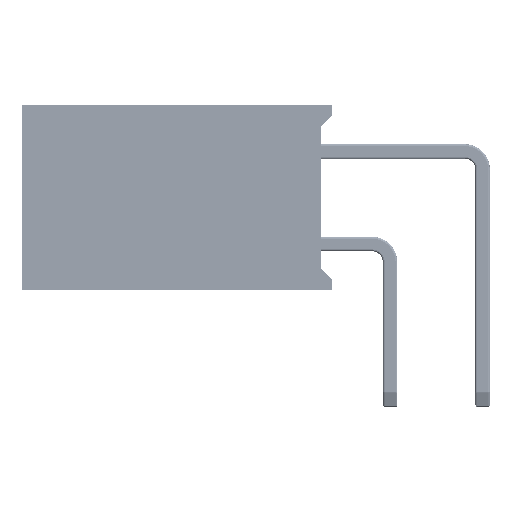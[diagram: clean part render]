
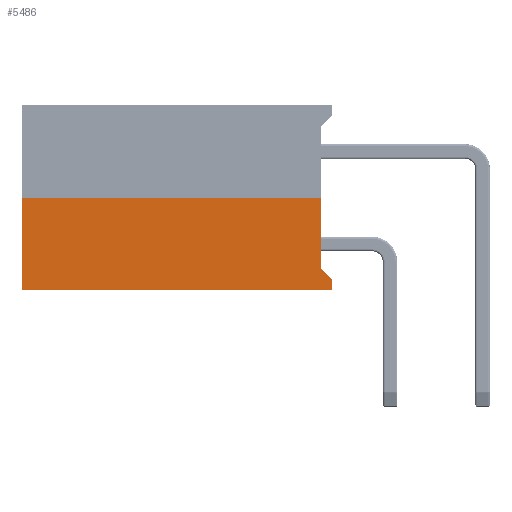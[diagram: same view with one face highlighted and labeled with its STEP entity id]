
A CAD part, left-side view. The second image highlights one B-rep face of the part: STEP entity #5486.
In plain terms, the highlighted planar face has unit normal (-1, 0, 0).
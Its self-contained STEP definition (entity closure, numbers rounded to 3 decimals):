
#451=PLANE('',#6065);
#702=FACE_OUTER_BOUND('',#1029,.T.);
#1029=EDGE_LOOP('',(#4207,#4208,#4209,#4210,#4211,#4212));
#1391=LINE('',#9185,#1775);
#1395=LINE('',#9192,#1779);
#1406=LINE('',#9216,#1790);
#1409=LINE('',#9222,#1793);
#1410=LINE('',#9224,#1794);
#1411=LINE('',#9225,#1795);
#1775=VECTOR('',#7354,10.);
#1779=VECTOR('',#7360,10.);
#1790=VECTOR('',#7383,10.);
#1793=VECTOR('',#7388,10.);
#1794=VECTOR('',#7389,10.);
#1795=VECTOR('',#7390,10.);
#2479=VERTEX_POINT('',#9182);
#2480=VERTEX_POINT('',#9184);
#2482=VERTEX_POINT('',#9190);
#2489=VERTEX_POINT('',#9215);
#2491=VERTEX_POINT('',#9221);
#2492=VERTEX_POINT('',#9223);
#3063=EDGE_CURVE('',#2479,#2480,#1391,.T.);
#3067=EDGE_CURVE('',#2479,#2482,#1395,.T.);
#3080=EDGE_CURVE('',#2489,#2480,#1406,.T.);
#3083=EDGE_CURVE('',#2482,#2491,#1409,.T.);
#3084=EDGE_CURVE('',#2492,#2491,#1410,.T.);
#3085=EDGE_CURVE('',#2489,#2492,#1411,.T.);
#4207=ORIENTED_EDGE('',*,*,#3067,.T.);
#4208=ORIENTED_EDGE('',*,*,#3083,.T.);
#4209=ORIENTED_EDGE('',*,*,#3084,.F.);
#4210=ORIENTED_EDGE('',*,*,#3085,.F.);
#4211=ORIENTED_EDGE('',*,*,#3080,.T.);
#4212=ORIENTED_EDGE('',*,*,#3063,.F.);
#5486=ADVANCED_FACE('',(#702),#451,.T.);
#6065=AXIS2_PLACEMENT_3D('',#9220,#7386,#7387);
#7354=DIRECTION('',(0.,-0.707,-0.707));
#7360=DIRECTION('',(0.,0.,1.));
#7383=DIRECTION('',(0.,0.,1.));
#7386=DIRECTION('center_axis',(-1.,0.,0.));
#7387=DIRECTION('ref_axis',(0.,0.,
1.));
#7388=DIRECTION('',(0.,1.,0.));
#7389=DIRECTION('',(0.,0.,1.));
#7390=DIRECTION('',(0.,1.,0.));
#9182=CARTESIAN_POINT('',(-1.27,1.9,0.6));
#9184=CARTESIAN_POINT('',(-1.27,1.6,0.3));
#9185=CARTESIAN_POINT('',(-1.27,1.6,0.3));
#9190=CARTESIAN_POINT('',(-1.27,1.9,2.54));
#9192=CARTESIAN_POINT('',(-1.27,1.9,0.635));
#9215=CARTESIAN_POINT('',(-1.27,1.6,0.));
#9216=CARTESIAN_POINT('',(-1.27,1.6,0.));
#9220=CARTESIAN_POINT('Origin',(-1.27,1.6,0.));
#9221=CARTESIAN_POINT('',(-1.27,10.1,2.54));
#9222=CARTESIAN_POINT('',(-1.27,1.6,2.54));
#9223=CARTESIAN_POINT('',(-1.27,10.1,0.));
#9224=CARTESIAN_POINT('',(-1.27,10.1,0.));
#9225=CARTESIAN_POINT('',(-1.27,1.6,0.));
